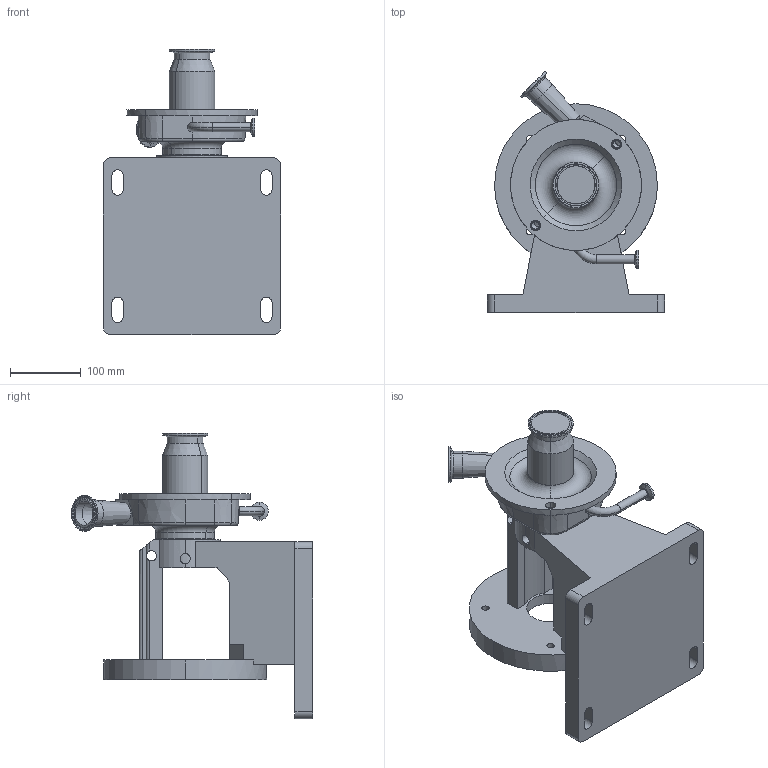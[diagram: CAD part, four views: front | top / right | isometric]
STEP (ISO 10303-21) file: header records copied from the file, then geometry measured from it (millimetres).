
FILE_DESCRIPTION (( 'STEP AP214' ), '1' );
FILE_NAME ('FP 710 180TC 45L 1-2 In ELBOW RIGHT.STEP', '2010-03-02T14:27:27', ( ' ' ), ( '' ), 'SwSTEP 2.0', 'SolidWorks 2010', '' );
FILE_SCHEMA (( 'AUTOMOTIVE_DESIGN' ));
Length unit declared in the file: millimetre
Products named in the file (2): FP 710 180TC 45L 1-2 In ELBOW RIGHT; FP 710 180TC 45L 1-2 In ELBOW RIGHT^1275000104
Assembly tree (1 placements, depth 2):
  FP 710 180TC 45L 1-2 In ELBOW RIGHT
    FP 710 180TC 45L 1-2 In ELBOW RIGHT^1275000104
Bounding box: 250 x 340.65 x 403 mm (x, y, z)
Volume: 6166341.4 mm3; surface area: 515964 mm2
Topology: 1 solids, 2 shells, 281 faces, 718 edges, 446 vertices
Faces by surface type: cylinder 115, plane 82, cone 45, torus 37, bspline 2
Entity records: 9500 total; most frequent: CARTESIAN_POINT 2383, DIRECTION 1599, ORIENTED_EDGE 1428, EDGE_CURVE 714, AXIS2_PLACEMENT_3D 635, VERTEX_POINT 446, CIRCLE 352, VECTOR 329
